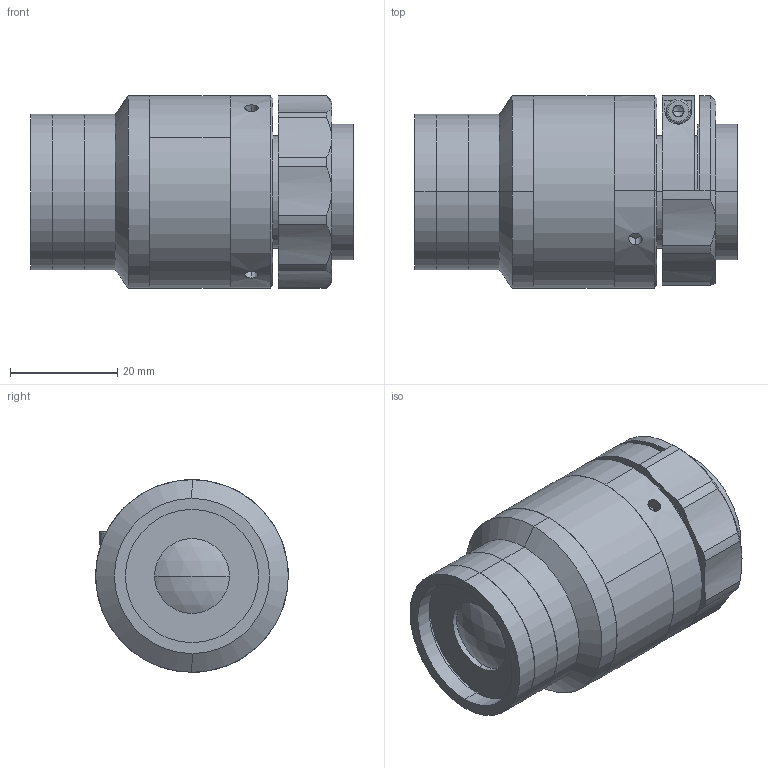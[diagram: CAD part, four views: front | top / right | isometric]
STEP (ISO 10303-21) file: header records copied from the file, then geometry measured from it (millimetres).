
FILE_DESCRIPTION (( 'STEP AP203' ), '1' );
FILE_NAME ('XF-MH025X228.STEP', '2020-08-24T07:08:15', ( 'canrill-02' ), ( '' ), 'SwSTEP 2.0', 'SolidWorks 2014', '' );
FILE_SCHEMA (( 'CONFIG_CONTROL_DESIGN' ));
Length unit declared in the file: millimetre
Products named in the file (1): XF-MH025X228
Bounding box: 60.24 x 36 x 36 mm (x, y, z)
Surface area: 12528.7 mm2 (no closed solid volume)
Topology: 0 solids, 12 shells, 98 faces, 254 edges, 173 vertices
Faces by surface type: cylinder 47, plane 32, cone 15, sphere 2, torus 2
Entity records: 3378 total; most frequent: CARTESIAN_POINT 845, DIRECTION 562, ORIENTED_EDGE 434, EDGE_CURVE 252, AXIS2_PLACEMENT_3D 234, VERTEX_POINT 173, CIRCLE 135, EDGE_LOOP 122
